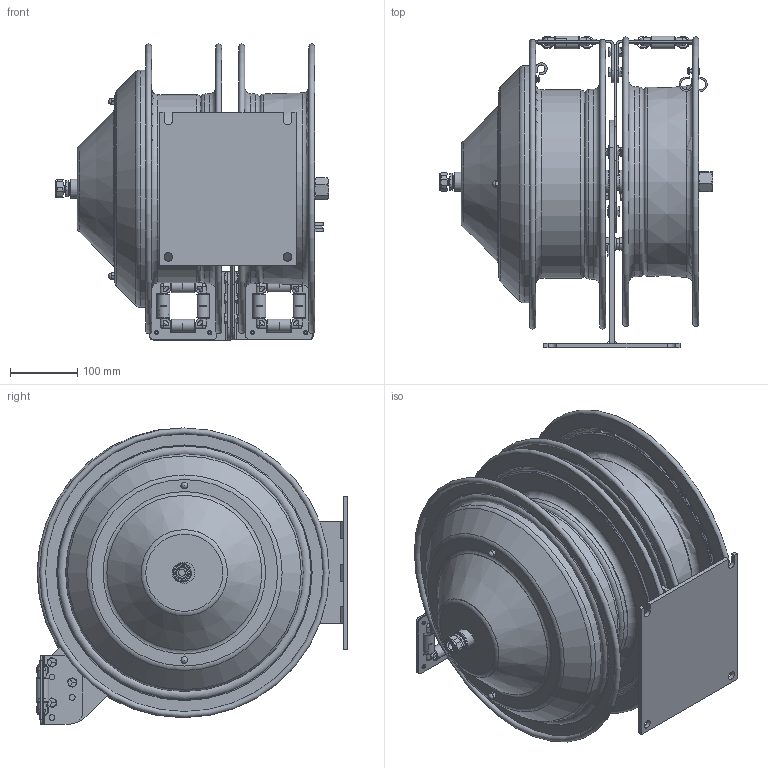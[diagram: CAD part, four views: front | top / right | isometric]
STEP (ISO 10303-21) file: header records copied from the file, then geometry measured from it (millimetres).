
FILE_DESCRIPTION(/* description */ (''),/* implementation_level */ '2;1');
FILE_NAME(/* name */ 'C-L350-5012-X_SHARED.stp',/* time_stamp */ '2016-03-21T06:55:32-07:00',/* author */ ('JKusbel'),/* organization */ (''),/* preprocessor_version */ 'ST-DEVELOPER v15.6',/* originating_system */ 'Autodesk Inventor 2015',/* authorisation */ '');
FILE_SCHEMA (('AUTOMOTIVE_DESIGN { 1 0 10303 214 3 1 1 }'));
Products named in the file (1): C-L350-5012-X_SHARED
Bounding box: 407.34 x 465.11 x 441.44 mm (x, y, z)
Surface area: 1654010.8 mm2 (no closed solid volume)
Topology: 0 solids, 179 shells, 551 faces, 7190 edges, 6735 vertices
Faces by surface type: plane 281, cylinder 143, torus 68, sphere 30, cone 25, bspline 4
Full cylindrical faces by diameter (mm): 4.826 x3, 6.35 x1, 8.636 x6, 10.16 x1, 12.7 x2, 14.859 x1, 15.875 x2, 19.05 x10, 19.736 x1, 25.362 x1, 28.575 x1, 35.052 x2, 39.624 x1, 280.924 x1, 354.076 x1
Entity records: 66141 total; most frequent: CARTESIAN_POINT 20939, ORIENTED_EDGE 7649, EDGE_CURVE 7048, DIRECTION 6852, VERTEX_POINT 6714, LINE 4056, VECTOR 4056, B_SPLINE_CURVE_WITH_KNOTS 1974
